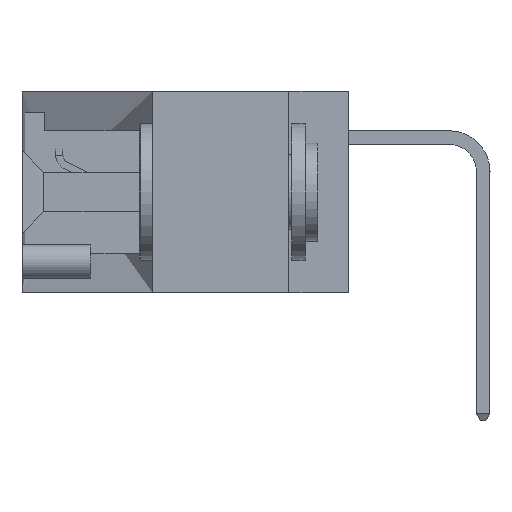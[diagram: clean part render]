
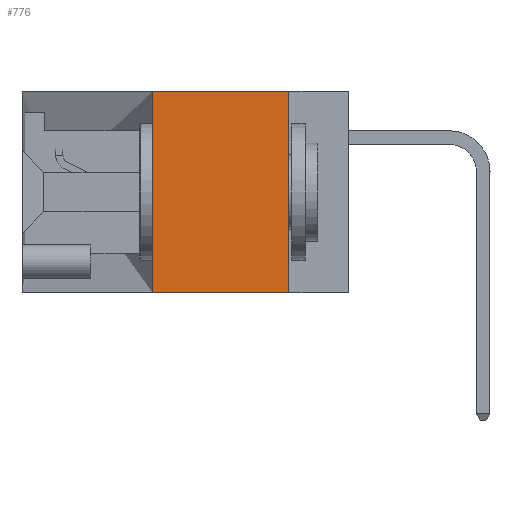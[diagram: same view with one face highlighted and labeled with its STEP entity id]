
A CAD part, left-side view. The second image highlights one B-rep face of the part: STEP entity #776.
In plain terms, the highlighted planar face has unit normal (-1, 0, 0).
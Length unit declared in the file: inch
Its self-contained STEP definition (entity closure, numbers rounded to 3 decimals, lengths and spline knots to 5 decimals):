
#76 = VECTOR ( 'NONE', #15428, 39.37008 ) ;
#126 = PLANE ( 'NONE',  #4808 ) ;
#669 = VECTOR ( 'NONE', #12438, 39.37008 ) ;
#776 = ADVANCED_FACE ( 'NONE', ( #6355 ), #126, .F. ) ;
#837 = CARTESIAN_POINT ( 'NONE',  ( 0., 0.36, 0. ) ) ;
#893 = LINE ( 'NONE', #15278, #14515 ) ;
#1155 = DIRECTION ( 'NONE',  ( 0., 0., -1. ) ) ;
#1498 = ORIENTED_EDGE ( 'NONE', *, *, #2854, .F. ) ;
#1896 = EDGE_CURVE ( 'NONE', #14910, #4211, #3747, .T. ) ;
#2182 = DIRECTION ( 'NONE',  ( 1., 0., 0. ) ) ;
#2185 = CARTESIAN_POINT ( 'NONE',  ( 0., 0.6, 0. ) ) ;
#2854 = EDGE_CURVE ( 'NONE', #7669, #5566, #893, .T. ) ;
#3151 = EDGE_CURVE ( 'NONE', #4211, #7669, #14301, .T. ) ;
#3179 = DIRECTION ( 'NONE',  ( 0., -1., 0. ) ) ;
#3747 = LINE ( 'NONE', #4212, #76 ) ;
#4039 = ORIENTED_EDGE ( 'NONE', *, *, #1896, .F. ) ;
#4211 = VERTEX_POINT ( 'NONE', #837 ) ;
#4212 = CARTESIAN_POINT ( 'NONE',  ( 0., 0.36, 0. ) ) ;
#4808 = AXIS2_PLACEMENT_3D ( 'NONE', #2185, #2182, #1155 ) ;
#5245 = CARTESIAN_POINT ( 'NONE',  ( 0., 0.11, 0. ) ) ;
#5566 = VERTEX_POINT ( 'NONE', #11370 ) ;
#6355 = FACE_OUTER_BOUND ( 'NONE', #7191, .T. ) ;
#6493 = VECTOR ( 'NONE', #3179, 39.37008 ) ;
#7191 = EDGE_LOOP ( 'NONE', ( #1498, #17037, #4039, #16111 ) ) ;
#7669 = VERTEX_POINT ( 'NONE', #5245 ) ;
#10770 = CARTESIAN_POINT ( 'NONE',  ( 0., 0.36, -0.37 ) ) ;
#11130 = CARTESIAN_POINT ( 'NONE',  ( 0., 0.6, -0.37 ) ) ;
#11143 = EDGE_CURVE ( 'NONE', #14910, #5566, #12911, .T. ) ;
#11370 = CARTESIAN_POINT ( 'NONE',  ( 0., 0.11, -0.37 ) ) ;
#12388 = CARTESIAN_POINT ( 'NONE',  ( 0., 0.6, 0. ) ) ;
#12438 = DIRECTION ( 'NONE',  ( 0., -1., 0. ) ) ;
#12911 = LINE ( 'NONE', #11130, #6493 ) ;
#14301 = LINE ( 'NONE', #12388, #669 ) ;
#14515 = VECTOR ( 'NONE', #15039, 39.37008 ) ;
#14910 = VERTEX_POINT ( 'NONE', #10770 ) ;
#15039 = DIRECTION ( 'NONE',  ( 0., 0., -1. ) ) ;
#15278 = CARTESIAN_POINT ( 'NONE',  ( 0., 0.11, 0. ) ) ;
#15428 = DIRECTION ( 'NONE',  ( 0., 0., 1. ) ) ;
#16111 = ORIENTED_EDGE ( 'NONE', *, *, #11143, .T. ) ;
#17037 = ORIENTED_EDGE ( 'NONE', *, *, #3151, .F. ) ;
